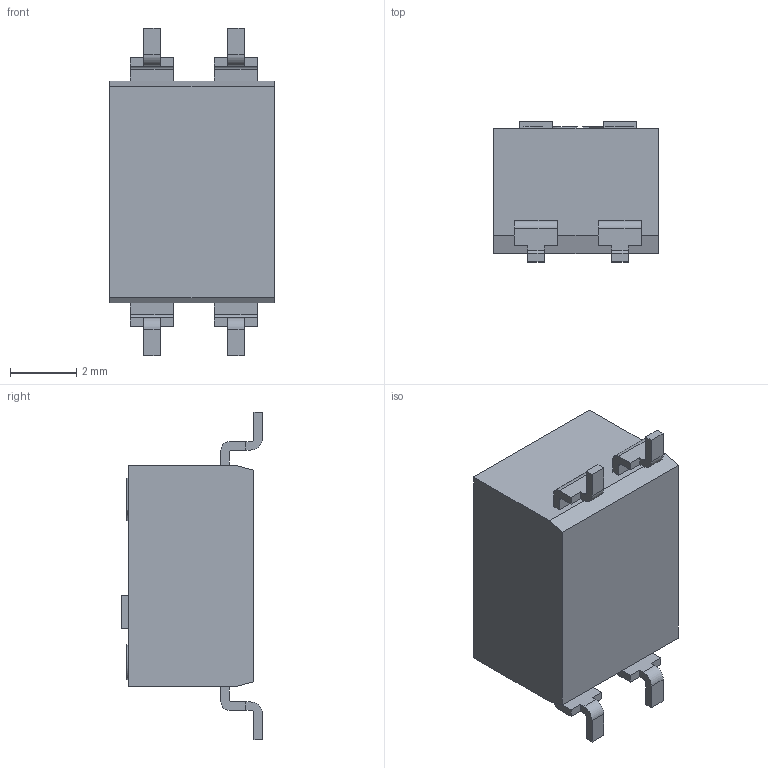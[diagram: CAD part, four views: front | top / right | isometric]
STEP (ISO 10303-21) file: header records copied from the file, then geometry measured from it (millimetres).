
FILE_DESCRIPTION (( 'STEP AP214' ), '1' );
FILE_NAME ('Switch-SMT-2.STEP', '2014-08-18T16:30:01', ( '' ), ( '' ), 'SwSTEP 2.0', 'SolidWorks 2013', '' );
FILE_SCHEMA (( 'AUTOMOTIVE_DESIGN' ));
Length unit declared in the file: millimetre
Products named in the file (1): Switch-SMT-2
Bounding box: 4.96 x 4.25 x 9.91 mm (x, y, z)
Volume: 125.6 mm3; surface area: 189 mm2
Topology: 1 solids, 1 shells, 141 faces, 378 edges, 252 vertices
Faces by surface type: plane 104, bspline 21, cylinder 16
Entity records: 6992 total; most frequent: CARTESIAN_POINT 1993, ORIENTED_EDGE 756, DIRECTION 610, EDGE_CURVE 378, VECTOR 304, LINE 304, VERTEX_POINT 252, EDGE_LOOP 154
